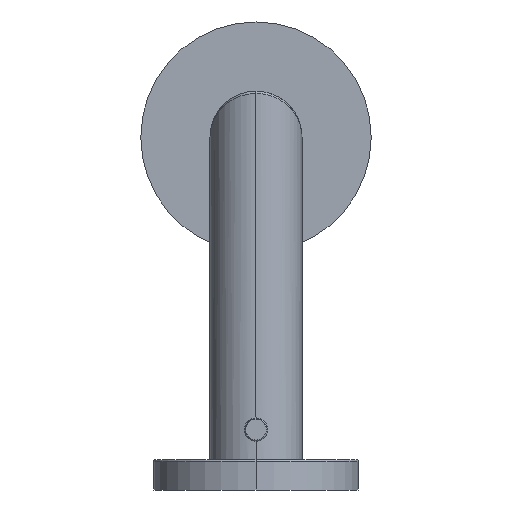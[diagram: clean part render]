
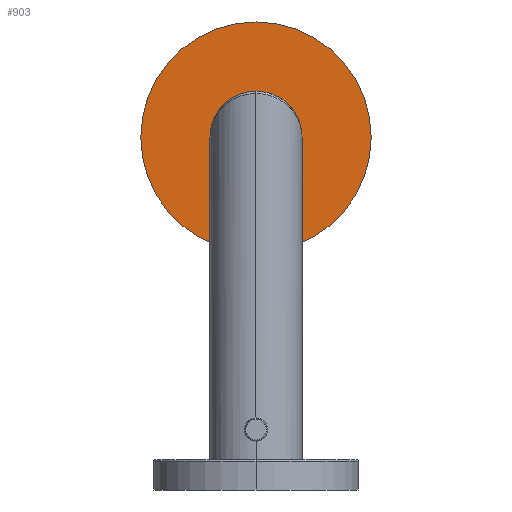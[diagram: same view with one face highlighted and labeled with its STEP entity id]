
A CAD part, front view. The second image highlights one B-rep face of the part: STEP entity #903.
In plain terms, the highlighted planar face has unit normal (0, -1, 0).
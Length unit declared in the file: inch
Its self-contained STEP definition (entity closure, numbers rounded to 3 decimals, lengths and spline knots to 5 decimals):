
#836=CARTESIAN_POINT('',(0.,0.709,2.756));
#837=DIRECTION('',(0.,-1.,0.));
#838=DIRECTION('',(1.,0.,0.));
#839=AXIS2_PLACEMENT_3D('',#836,#837,#838);
#841=CARTESIAN_POINT('',(0.,0.709,2.756));
#842=DIRECTION('',(0.,-1.,0.));
#843=DIRECTION('',(-1.,0.,0.));
#844=AXIS2_PLACEMENT_3D('',#841,#842,#843);
#850=CARTESIAN_POINT('',(0.985,0.709,2.756));
#851=CARTESIAN_POINT('',(-0.985,0.709,2.756));
#852=VERTEX_POINT('',#850);
#853=VERTEX_POINT('',#851);
#894=CARTESIAN_POINT('',(0.,0.709,2.756));
#895=DIRECTION('',(0.,-1.,0.));
#896=DIRECTION('',(1.,0.,0.));
#897=AXIS2_PLACEMENT_3D('',#894,#895,#896);
#898=PLANE('',#897);
#899=ORIENTED_EDGE('',*,*,#874,.F.);
#900=ORIENTED_EDGE('',*,*,#888,.F.);
#901=EDGE_LOOP('',(#899,#900));
#902=FACE_OUTER_BOUND('',#901,.F.);
#903=ADVANCED_FACE('',(#902),#898,.T.);
#840=CIRCLE('',#839,0.985);
#845=CIRCLE('',#844,0.985);
#874=EDGE_CURVE('',#852,#853,#840,.T.);
#888=EDGE_CURVE('',#853,#852,#845,.T.);
